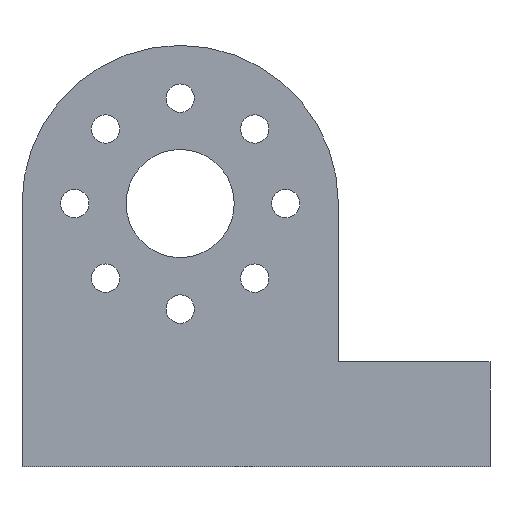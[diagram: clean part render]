
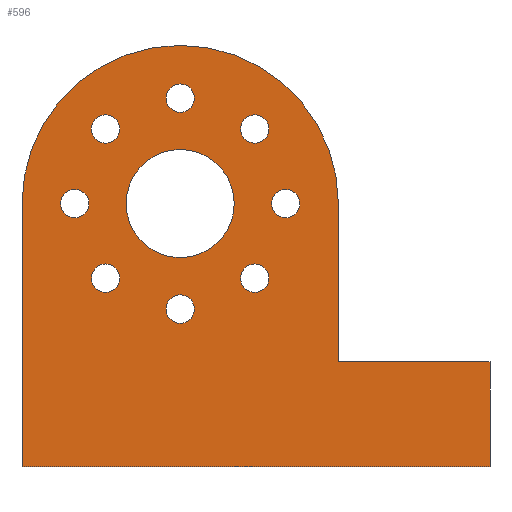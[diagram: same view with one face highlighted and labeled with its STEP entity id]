
A CAD part, left-side view. The second image highlights one B-rep face of the part: STEP entity #596.
In plain terms, the highlighted planar face has unit normal (-1, 0, 0).
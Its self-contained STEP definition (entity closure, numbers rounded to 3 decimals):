
#15=FACE_BOUND('',#109,.T.);
#16=FACE_BOUND('',#110,.T.);
#17=FACE_BOUND('',#111,.T.);
#18=FACE_BOUND('',#112,.T.);
#19=FACE_BOUND('',#113,.T.);
#20=FACE_BOUND('',#114,.T.);
#21=FACE_BOUND('',#115,.T.);
#22=FACE_BOUND('',#116,.T.);
#23=FACE_BOUND('',#117,.T.);
#46=PLANE('',#666);
#72=FACE_OUTER_BOUND('',#108,.T.);
#108=EDGE_LOOP('',(#453,#454,#455,#456,#457,#458));
#109=EDGE_LOOP('',(#459));
#110=EDGE_LOOP('',(#460));
#111=EDGE_LOOP('',(#461));
#112=EDGE_LOOP('',(#462));
#113=EDGE_LOOP('',(#463));
#114=EDGE_LOOP('',(#464));
#115=EDGE_LOOP('',(#465));
#116=EDGE_LOOP('',(#466));
#117=EDGE_LOOP('',(#467));
#174=LINE('',#969,#212);
#177=LINE('',#975,#215);
#178=LINE('',#979,#216);
#179=LINE('',#981,#217);
#180=LINE('',#982,#218);
#212=VECTOR('',#786,10.);
#215=VECTOR('',#791,10.);
#216=VECTOR('',#794,10.);
#217=VECTOR('',#795,10.);
#218=VECTOR('',#796,10.);
#239=CIRCLE('',#636,1.075);
#241=CIRCLE('',#639,1.075);
#243=CIRCLE('',#642,1.075);
#245=CIRCLE('',#645,1.075);
#247=CIRCLE('',#648,1.075);
#249=CIRCLE('',#651,1.075);
#251=CIRCLE('',#654,1.075);
#253=CIRCLE('',#657,1.075);
#259=CIRCLE('',#667,12.);
#260=CIRCLE('',#668,4.1);
#279=VERTEX_POINT('',#905);
#281=VERTEX_POINT('',#911);
#283=VERTEX_POINT('',#917);
#285=VERTEX_POINT('',#923);
#287=VERTEX_POINT('',#929);
#289=VERTEX_POINT('',#935);
#291=VERTEX_POINT('',#941);
#293=VERTEX_POINT('',#947);
#299=VERTEX_POINT('',#965);
#301=VERTEX_POINT('',#968);
#303=VERTEX_POINT('',#974);
#304=VERTEX_POINT('',#976);
#305=VERTEX_POINT('',#978);
#306=VERTEX_POINT('',#980);
#307=VERTEX_POINT('',#983);
#331=EDGE_CURVE('',#279,#279,#239,.T.);
#334=EDGE_CURVE('',#281,#281,#241,.T.);
#337=EDGE_CURVE('',#283,#283,#243,.T.);
#340=EDGE_CURVE('',#285,#285,#245,.T.);
#343=EDGE_CURVE('',#287,#287,#247,.T.);
#346=EDGE_CURVE('',#289,#289,#249,.T.);
#349=EDGE_CURVE('',#291,#291,#251,.T.);
#352=EDGE_CURVE('',#293,#293,#253,.T.);
#362=EDGE_CURVE('',#301,#299,#174,.T.);
#365=EDGE_CURVE('',#303,#301,#177,.T.);
#366=EDGE_CURVE('',#304,#299,#259,.T.);
#367=EDGE_CURVE('',#305,#304,#178,.T.);
#368=EDGE_CURVE('',#305,#306,#179,.T.);
#369=EDGE_CURVE('',#306,#303,#180,.T.);
#370=EDGE_CURVE('',#307,#307,#260,.T.);
#453=ORIENTED_EDGE('',*,*,#365,.T.);
#454=ORIENTED_EDGE('',*,*,#362,.T.);
#455=ORIENTED_EDGE('',*,*,#366,.F.);
#456=ORIENTED_EDGE('',*,*,#367,.F.);
#457=ORIENTED_EDGE('',*,*,#368,.T.);
#458=ORIENTED_EDGE('',*,*,#369,.T.);
#459=ORIENTED_EDGE('',*,*,#331,.T.);
#460=ORIENTED_EDGE('',*,*,#334,.T.);
#461=ORIENTED_EDGE('',*,*,#337,.T.);
#462=ORIENTED_EDGE('',*,*,#340,.T.);
#463=ORIENTED_EDGE('',*,*,#343,.T.);
#464=ORIENTED_EDGE('',*,*,#346,.T.);
#465=ORIENTED_EDGE('',*,*,#349,.T.);
#466=ORIENTED_EDGE('',*,*,#352,.T.);
#467=ORIENTED_EDGE('',*,*,#370,.F.);
#596=ADVANCED_FACE('',(#72,#15,#16,#17,#18,#19,#20,#21,#22,#23),#46,.F.);
#636=AXIS2_PLACEMENT_3D('',#906,#715,#716);
#639=AXIS2_PLACEMENT_3D('',#912,#722,#723);
#642=AXIS2_PLACEMENT_3D('',#918,#729,#730);
#645=AXIS2_PLACEMENT_3D('',#924,#736,#737);
#648=AXIS2_PLACEMENT_3D('',#930,#743,#744);
#651=AXIS2_PLACEMENT_3D('',#936,#750,#751);
#654=AXIS2_PLACEMENT_3D('',#942,#757,#758);
#657=AXIS2_PLACEMENT_3D('',#948,#764,#765);
#666=AXIS2_PLACEMENT_3D('',#973,#789,#790);
#667=AXIS2_PLACEMENT_3D('',#977,#792,#793);
#668=AXIS2_PLACEMENT_3D('',#984,#797,#798);
#715=DIRECTION('center_axis',(1.,0.,0.));
#716=DIRECTION('ref_axis',(0.,1.,0.));
#722=DIRECTION('center_axis',(1.,0.,0.));
#723=DIRECTION('ref_axis',(0.,1.,0.));
#729=DIRECTION('center_axis',(1.,0.,0.));
#730=DIRECTION('ref_axis',(0.,1.,0.));
#736=DIRECTION('center_axis',(1.,0.,0.));
#737=DIRECTION('ref_axis',(0.,1.,0.));
#743=DIRECTION('center_axis',(1.,0.,0.));
#744=DIRECTION('ref_axis',(0.,1.,0.));
#750=DIRECTION('center_axis',(1.,0.,0.));
#751=DIRECTION('ref_axis',(0.,1.,0.));
#757=DIRECTION('center_axis',(1.,0.,0.));
#758=DIRECTION('ref_axis',(0.,1.,0.));
#764=DIRECTION('center_axis',(1.,0.,0.));
#765=DIRECTION('ref_axis',(0.,1.,0.));
#786=DIRECTION('',(0.,0.,1.));
#789=DIRECTION('center_axis',(1.,0.,0.));
#790=DIRECTION('ref_axis',(0.,1.,0.));
#791=DIRECTION('',(0.,1.,0.));
#792=DIRECTION('center_axis',(1.,0.,0.));
#793=DIRECTION('ref_axis',(0.,1.,0.));
#794=DIRECTION('',(0.,0.,1.));
#795=DIRECTION('',(0.,-1.,0.));
#796=DIRECTION('',(0.,0.,1.));
#797=DIRECTION('center_axis',(-1.,0.,0.));
#798=DIRECTION('ref_axis',(0.,1.,0.));
#905=CARTESIAN_POINT('',(-85.137,10.069,-0.735));
#906=CARTESIAN_POINT('Origin',(-85.137,11.144,-0.735));
#911=CARTESIAN_POINT('',(-85.137,-5.931,-0.735));
#912=CARTESIAN_POINT('Origin',(-85.137,-4.856,-0.735));
#917=CARTESIAN_POINT('',(-85.137,-3.588,-6.392));
#918=CARTESIAN_POINT('Origin',(-85.137,-2.513,-6.392));
#923=CARTESIAN_POINT('',(-85.137,7.725,4.922));
#924=CARTESIAN_POINT('Origin',(-85.137,8.8,4.922));
#929=CARTESIAN_POINT('',(-85.137,7.725,-6.392));
#930=CARTESIAN_POINT('Origin',(-85.137,8.8,-6.392));
#935=CARTESIAN_POINT('',(-85.137,-3.588,4.922));
#936=CARTESIAN_POINT('Origin',(-85.137,-2.513,4.922));
#941=CARTESIAN_POINT('',(-85.137,2.069,-8.735));
#942=CARTESIAN_POINT('Origin',(-85.137,3.144,-8.735));
#947=CARTESIAN_POINT('',(-85.137,2.069,7.265));
#948=CARTESIAN_POINT('Origin',(-85.137,3.144,7.265));
#965=CARTESIAN_POINT('',(-85.137,-8.856,-0.735));
#968=CARTESIAN_POINT('',(-85.137,-8.856,-12.735));
#969=CARTESIAN_POINT('',(-85.137,-8.856,-0.735));
#973=CARTESIAN_POINT('Origin',(-85.137,3.144,-0.735));
#974=CARTESIAN_POINT('',(-85.137,-20.357,-12.735));
#975=CARTESIAN_POINT('',(-85.137,-2.856,-12.735));
#976=CARTESIAN_POINT('',(-85.137,15.144,-0.735));
#977=CARTESIAN_POINT('Origin',(-85.137,3.144,-0.735));
#978=CARTESIAN_POINT('',(-85.137,15.144,-20.687));
#979=CARTESIAN_POINT('',(-85.137,15.144,-20.687));
#980=CARTESIAN_POINT('',(-85.137,-20.357,-20.687));
#981=CARTESIAN_POINT('',(-85.137,-8.856,-20.687));
#982=CARTESIAN_POINT('',(-85.137,-20.357,-5.723));
#983=CARTESIAN_POINT('',(-85.137,-0.956,-0.735));
#984=CARTESIAN_POINT('Origin',(-85.137,3.144,-0.735));
